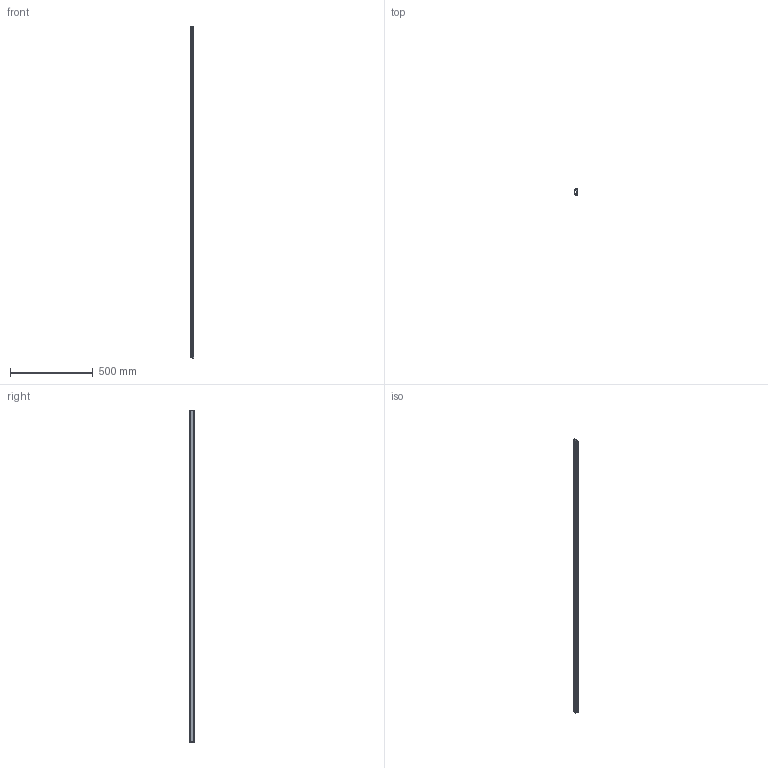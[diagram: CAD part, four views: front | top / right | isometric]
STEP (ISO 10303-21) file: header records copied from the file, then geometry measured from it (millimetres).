
FILE_DESCRIPTION (( 'STEP AP214' ), '1' );
FILE_NAME ('7750022', '2019-02-01T13:52:20', ( '' ), ('JUGARD+KÜNSTNER GmbH'), 'SwSTEP 2.0', 'SolidWorks 2017', '' );
FILE_SCHEMA (( 'AUTOMOTIVE_DESIGN' ));
Length unit declared in the file: millimetre
Products named in the file (1): 7750022_CNAJF00
Bounding box: 19.2 x 34.6 x 2000 mm (x, y, z)
Volume: 335443.7 mm3; surface area: 540494.7 mm2
Topology: 1 solids, 1 shells, 38 faces, 108 edges, 72 vertices
Faces by surface type: plane 36, cylinder 2
Entity records: 1266 total; most frequent: CARTESIAN_POINT 219, ORIENTED_EDGE 216, DIRECTION 190, EDGE_CURVE 108, LINE 104, VECTOR 104, VERTEX_POINT 72, EDGE_LOOP 46
